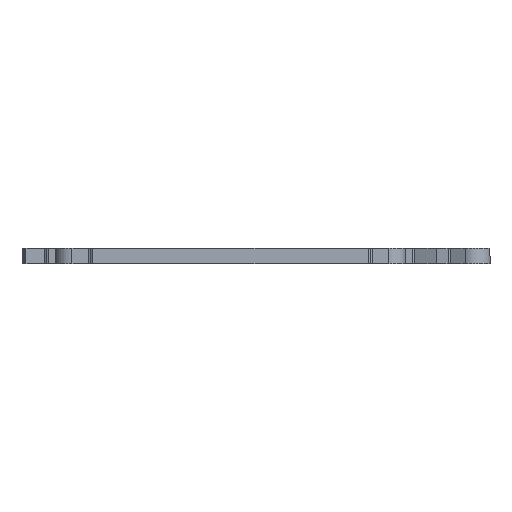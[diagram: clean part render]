
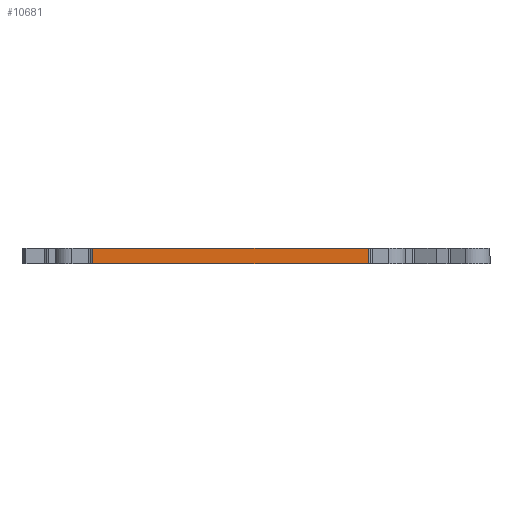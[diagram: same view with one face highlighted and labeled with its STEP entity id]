
A CAD part, left-side view. The second image highlights one B-rep face of the part: STEP entity #10681.
In plain terms, the highlighted planar face has unit normal (-1, 0, 0).
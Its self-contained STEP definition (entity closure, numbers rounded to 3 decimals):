
#533=FACE_OUTER_BOUND('',#1144,.T.);
#1144=EDGE_LOOP('',(#7810,#7811,#7812,#7813));
#1953=LINE('',#15198,#3339);
#2111=LINE('',#15621,#3497);
#2112=LINE('',#15625,#3498);
#2113=LINE('',#15626,#3499);
#3339=VECTOR('',#12302,10.);
#3497=VECTOR('',#12642,10.);
#3498=VECTOR('',#12647,10.);
#3499=VECTOR('',#12648,10.);
#4639=VERTEX_POINT('',#15195);
#4640=VERTEX_POINT('',#15197);
#4814=VERTEX_POINT('',#15620);
#4815=VERTEX_POINT('',#15624);
#5751=EDGE_CURVE('',#4639,#4640,#1953,.T.);
#5951=EDGE_CURVE('',#4640,#4814,#2111,.T.);
#5953=EDGE_CURVE('',#4815,#4639,#2112,.T.);
#5954=EDGE_CURVE('',#4814,#4815,#2113,.T.);
#7810=ORIENTED_EDGE('',*,*,#5953,.F.);
#7811=ORIENTED_EDGE('',*,*,#5954,.F.);
#7812=ORIENTED_EDGE('',*,*,#5951,.F.);
#7813=ORIENTED_EDGE('',*,*,#5751,.F.);
#10180=PLANE('',#11305);
#10681=ADVANCED_FACE('',(#533),#10180,.T.);
#11305=AXIS2_PLACEMENT_3D('',#15623,#12645,#12646);
#12302=DIRECTION('',(0.,1.,0.));
#12642=DIRECTION('',(0.,0.,1.));
#12645=DIRECTION('center_axis',(-1.,0.,0.));
#12646=DIRECTION('ref_axis',(0.,-1.,0.));
#12647=DIRECTION('',(0.,0.,-1.));
#12648=DIRECTION('',(0.,-1.,0.));
#15195=CARTESIAN_POINT('',(-1.38,22.82,-2.));
#15197=CARTESIAN_POINT('',(-1.38,82.119,-2.));
#15198=CARTESIAN_POINT('',(-1.38,22.82,-2.));
#15620=CARTESIAN_POINT('',(-1.38,82.119,1.4));
#15621=CARTESIAN_POINT('',(-1.38,82.119,0.));
#15623=CARTESIAN_POINT('Origin',(-1.38,82.519,0.));
#15624=CARTESIAN_POINT('',(-1.38,22.82,1.4));
#15625=CARTESIAN_POINT('',(-1.38,22.82,0.));
#15626=CARTESIAN_POINT('',(-1.38,59.469,1.4));
